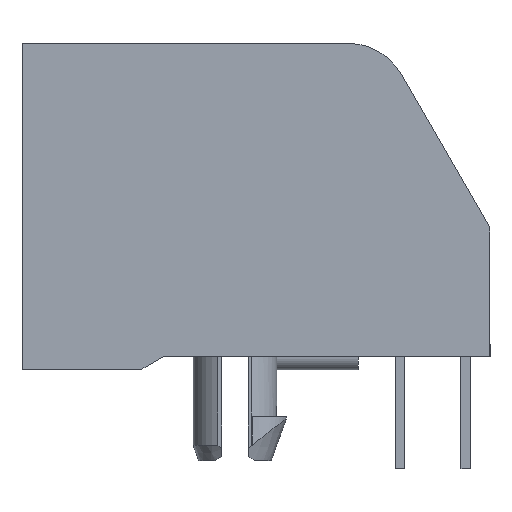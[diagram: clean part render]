
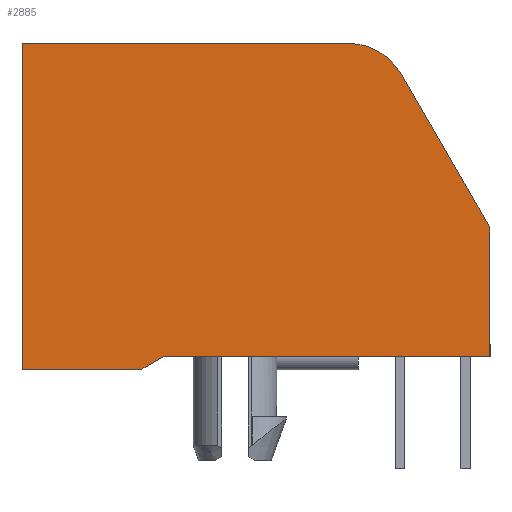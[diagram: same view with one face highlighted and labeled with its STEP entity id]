
A CAD part, left-side view. The second image highlights one B-rep face of the part: STEP entity #2885.
In plain terms, the highlighted planar face has unit normal (-1, 0, 0).
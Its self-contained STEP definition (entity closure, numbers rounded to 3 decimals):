
#78=CIRCLE($,#3107,2.337);
#203=FACE_OUTER_BOUND($,#375,.T.);
#375=EDGE_LOOP($,(#2301,#2302,#2303,#2304,#2305,#2306,#2307,#2308));
#599=LINE($,#4278,#954);
#646=LINE($,#4615,#1001);
#647=LINE($,#4617,#1002);
#648=LINE($,#4621,#1003);
#649=LINE($,#4623,#1004);
#650=LINE($,#4625,#1005);
#651=LINE($,#4626,#1006);
#954=VECTOR($,#3486,12.573);
#1001=VECTOR($,#3651,4.953);
#1002=VECTOR($,#3652,6.863);
#1003=VECTOR($,#3655,12.579);
#1004=VECTOR($,#3656,12.573);
#1005=VECTOR($,#3657,4.581);
#1006=VECTOR($,#3658,1.016);
#1262=VERTEX_POINT($,#4276);
#1263=VERTEX_POINT($,#4277);
#1324=VERTEX_POINT($,#4614);
#1325=VERTEX_POINT($,#4616);
#1326=VERTEX_POINT($,#4618);
#1327=VERTEX_POINT($,#4620);
#1328=VERTEX_POINT($,#4622);
#1329=VERTEX_POINT($,#4624);
#1578=EDGE_CURVE($,#1262,#1263,#599,.T.);
#1669=EDGE_CURVE($,#1263,#1324,#646,.T.);
#1670=EDGE_CURVE($,#1324,#1325,#647,.T.);
#1671=EDGE_CURVE($,#1325,#1326,#78,.T.);
#1672=EDGE_CURVE($,#1326,#1327,#648,.T.);
#1673=EDGE_CURVE($,#1327,#1328,#649,.T.);
#1674=EDGE_CURVE($,#1328,#1329,#650,.T.);
#1675=EDGE_CURVE($,#1329,#1262,#651,.T.);
#2301=ORIENTED_EDGE($,*,*,#1578,.T.);
#2302=ORIENTED_EDGE($,*,*,#1669,.T.);
#2303=ORIENTED_EDGE($,*,*,#1670,.T.);
#2304=ORIENTED_EDGE($,*,*,#1671,.T.);
#2305=ORIENTED_EDGE($,*,*,#1672,.T.);
#2306=ORIENTED_EDGE($,*,*,#1673,.T.);
#2307=ORIENTED_EDGE($,*,*,#1674,.T.);
#2308=ORIENTED_EDGE($,*,*,#1675,.T.);
#2720=PLANE($,#3106);
#2885=ADVANCED_FACE($,(#203),#2720,.T.);
#3106=AXIS2_PLACEMENT_3D($,#4613,#3649,#3650);
#3107=AXIS2_PLACEMENT_3D($,#4619,#3653,#3654);
#3486=DIRECTION($,(0.,-1.,0.));
#3649=DIRECTION('center_axis',(-1.,0.,0.));
#3650=DIRECTION('ref_axis',(0.,-1.,0.));
#3651=DIRECTION($,(0.,0.,1.));
#3652=DIRECTION($,(0.,0.5,0.866));
#3653=DIRECTION('center_axis',(-1.,0.,0.));
#3654=DIRECTION('ref_axis',(0.,-0.866,0.5));
#3655=DIRECTION($,(0.,1.,0.));
#3656=DIRECTION($,(0.,0.,-1.));
#3657=DIRECTION($,(0.,-1.,0.));
#3658=DIRECTION($,(0.,-0.866,0.5));
#4276=CARTESIAN_POINT('',(-6.642,10.363,0.508));
#4277=CARTESIAN_POINT('',(-6.642,-2.21,0.508));
#4278=CARTESIAN_POINT($,(-6.642,10.363,0.508));
#4613=CARTESIAN_POINT('Origin',(-6.642,15.824,6.287));
#4614=CARTESIAN_POINT('',(-6.642,-2.21,5.461));
#4615=CARTESIAN_POINT($,(-6.642,-2.21,0.508));
#4616=CARTESIAN_POINT('',(-6.642,1.222,11.405));
#4617=CARTESIAN_POINT($,(-6.642,-2.21,5.461));
#4618=CARTESIAN_POINT('',(-6.642,3.245,12.573));
#4619=CARTESIAN_POINT('Origin',(-6.642,3.245,10.236));
#4620=CARTESIAN_POINT('',(-6.642,15.824,12.573));
#4621=CARTESIAN_POINT($,(-6.642,3.245,12.573));
#4622=CARTESIAN_POINT('',(-6.642,15.824,0.));
#4623=CARTESIAN_POINT($,(-6.642,15.824,12.573));
#4624=CARTESIAN_POINT('',(-6.642,11.243,0.));
#4625=CARTESIAN_POINT($,(-6.642,15.824,0.));
#4626=CARTESIAN_POINT($,(-6.642,11.243,0.));
